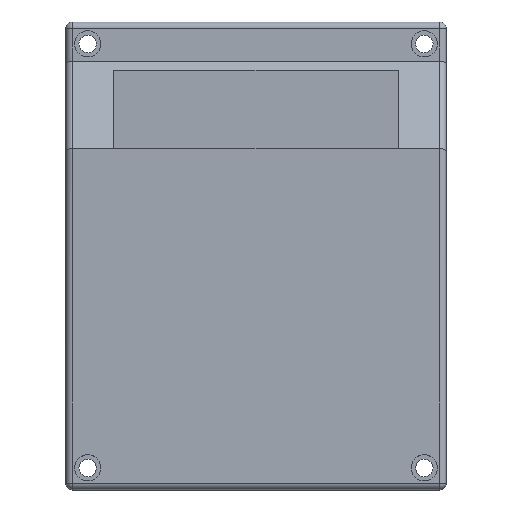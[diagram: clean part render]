
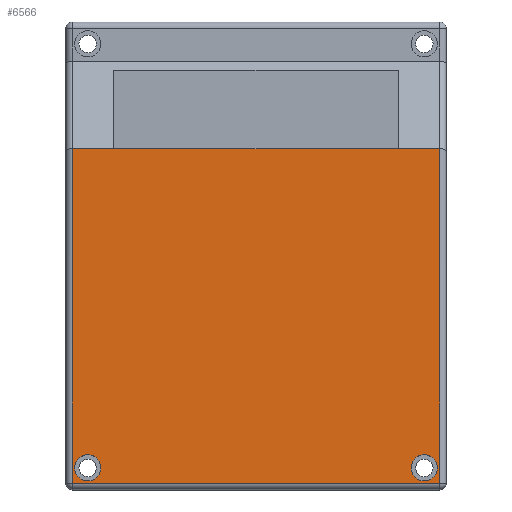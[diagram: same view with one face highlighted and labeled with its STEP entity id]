
A CAD part, top view. The second image highlights one B-rep face of the part: STEP entity #6566.
In plain terms, the highlighted planar face has unit normal (0, 0, 1).
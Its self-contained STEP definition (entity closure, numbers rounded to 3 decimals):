
#4713 = CYLINDRICAL_SURFACE('',#4714,0.75);
#4714 = AXIS2_PLACEMENT_3D('',#4715,#4716,#4717);
#4715 = CARTESIAN_POINT('',(21.75,-26.,21.25));
#4716 = DIRECTION('',(-1.,0.,0.));
#4717 = DIRECTION('',(0.,-1.,0.));
#4875 = CYLINDRICAL_SURFACE('',#4876,0.75);
#4876 = AXIS2_PLACEMENT_3D('',#4877,#4878,#4879);
#4877 = CARTESIAN_POINT('',(-21.,-26.75,21.25));
#4878 = DIRECTION('',(0.,1.,0.));
#4879 = DIRECTION('',(-1.,0.,0.));
#5017 = CYLINDRICAL_SURFACE('',#5018,0.75);
#5018 = AXIS2_PLACEMENT_3D('',#5019,#5020,#5021);
#5019 = CARTESIAN_POINT('',(21.,12.25,21.25));
#5020 = DIRECTION('',(0.,-1.,0.));
#5021 = DIRECTION('',(1.,0.,0.));
#5538 = PLANE('',#5539);
#5539 = AXIS2_PLACEMENT_3D('',#5540,#5541,#5542);
#5540 = CARTESIAN_POINT('',(21.75,22.25,12.));
#5541 = DIRECTION('',(0.,0.707,0.707));
#5542 = DIRECTION('',(0.,-0.707,0.707));
#5659 = VERTEX_POINT('',#5660);
#5660 = CARTESIAN_POINT('',(21.,-26.,22.));
#5680 = EDGE_CURVE('',#5659,#5681,#5683,.T.);
#5681 = VERTEX_POINT('',#5682);
#5682 = CARTESIAN_POINT('',(-21.,-26.,22.));
#5683 = SURFACE_CURVE('',#5684,(#5688,#5695),.PCURVE_S1.);
#5684 = LINE('',#5685,#5686);
#5685 = CARTESIAN_POINT('',(21.75,-26.,22.));
#5686 = VECTOR('',#5687,1.);
#5687 = DIRECTION('',(-1.,0.,0.));
#5688 = PCURVE('',#4713,#5689);
#5689 = DEFINITIONAL_REPRESENTATION('',(#5690),#5694);
#5690 = LINE('',#5691,#5692);
#5691 = CARTESIAN_POINT('',(1.571,0.));
#5692 = VECTOR('',#5693,1.);
#5693 = DIRECTION('',(0.,1.));
#5694 = ( GEOMETRIC_REPRESENTATION_CONTEXT(2) 
PARAMETRIC_REPRESENTATION_CONTEXT() REPRESENTATION_CONTEXT('2D SPACE',''
  ) );
#5695 = PCURVE('',#5696,#5701);
#5696 = PLANE('',#5697);
#5697 = AXIS2_PLACEMENT_3D('',#5698,#5699,#5700);
#5698 = CARTESIAN_POINT('',(0.,0.,22.));
#5699 = DIRECTION('',(-0.,-0.,-1.));
#5700 = DIRECTION('',(-1.,0.,0.));
#5701 = DEFINITIONAL_REPRESENTATION('',(#5702),#5706);
#5702 = LINE('',#5703,#5704);
#5703 = CARTESIAN_POINT('',(-21.75,-26.));
#5704 = VECTOR('',#5705,1.);
#5705 = DIRECTION('',(1.,0.));
#5706 = ( GEOMETRIC_REPRESENTATION_CONTEXT(2) 
PARAMETRIC_REPRESENTATION_CONTEXT() REPRESENTATION_CONTEXT('2D SPACE',''
  ) );
#5823 = EDGE_CURVE('',#5681,#5824,#5826,.T.);
#5824 = VERTEX_POINT('',#5825);
#5825 = CARTESIAN_POINT('',(-21.,12.25,22.));
#5826 = SURFACE_CURVE('',#5827,(#5831,#5838),.PCURVE_S1.);
#5827 = LINE('',#5828,#5829);
#5828 = CARTESIAN_POINT('',(-21.,-26.75,22.));
#5829 = VECTOR('',#5830,1.);
#5830 = DIRECTION('',(0.,1.,0.));
#5831 = PCURVE('',#4875,#5832);
#5832 = DEFINITIONAL_REPRESENTATION('',(#5833),#5837);
#5833 = LINE('',#5834,#5835);
#5834 = CARTESIAN_POINT('',(1.571,0.));
#5835 = VECTOR('',#5836,1.);
#5836 = DIRECTION('',(0.,1.));
#5837 = ( GEOMETRIC_REPRESENTATION_CONTEXT(2) 
PARAMETRIC_REPRESENTATION_CONTEXT() REPRESENTATION_CONTEXT('2D SPACE',''
  ) );
#5838 = PCURVE('',#5696,#5839);
#5839 = DEFINITIONAL_REPRESENTATION('',(#5840),#5844);
#5840 = LINE('',#5841,#5842);
#5841 = CARTESIAN_POINT('',(21.,-26.75));
#5842 = VECTOR('',#5843,1.);
#5843 = DIRECTION('',(0.,1.));
#5844 = ( GEOMETRIC_REPRESENTATION_CONTEXT(2) 
PARAMETRIC_REPRESENTATION_CONTEXT() REPRESENTATION_CONTEXT('2D SPACE',''
  ) );
#5910 = VERTEX_POINT('',#5911);
#5911 = CARTESIAN_POINT('',(21.,12.25,22.));
#5943 = EDGE_CURVE('',#5910,#5659,#5944,.T.);
#5944 = SURFACE_CURVE('',#5945,(#5949,#5956),.PCURVE_S1.);
#5945 = LINE('',#5946,#5947);
#5946 = CARTESIAN_POINT('',(21.,12.25,22.));
#5947 = VECTOR('',#5948,1.);
#5948 = DIRECTION('',(0.,-1.,0.));
#5949 = PCURVE('',#5017,#5950);
#5950 = DEFINITIONAL_REPRESENTATION('',(#5951),#5955);
#5951 = LINE('',#5952,#5953);
#5952 = CARTESIAN_POINT('',(1.571,0.));
#5953 = VECTOR('',#5954,1.);
#5954 = DIRECTION('',(0.,1.));
#5955 = ( GEOMETRIC_REPRESENTATION_CONTEXT(2) 
PARAMETRIC_REPRESENTATION_CONTEXT() REPRESENTATION_CONTEXT('2D SPACE',''
  ) );
#5956 = PCURVE('',#5696,#5957);
#5957 = DEFINITIONAL_REPRESENTATION('',(#5958),#5962);
#5958 = LINE('',#5959,#5960);
#5959 = CARTESIAN_POINT('',(-21.,12.25));
#5960 = VECTOR('',#5961,1.);
#5961 = DIRECTION('',(0.,-1.));
#5962 = ( GEOMETRIC_REPRESENTATION_CONTEXT(2) 
PARAMETRIC_REPRESENTATION_CONTEXT() REPRESENTATION_CONTEXT('2D SPACE',''
  ) );
#6051 = CYLINDRICAL_SURFACE('',#6052,1.5);
#6052 = AXIS2_PLACEMENT_3D('',#6053,#6054,#6055);
#6053 = CARTESIAN_POINT('',(-19.25,-24.25,22.));
#6054 = DIRECTION('',(0.,0.,1.));
#6055 = DIRECTION('',(1.,0.,0.));
#6086 = CYLINDRICAL_SURFACE('',#6087,1.5);
#6087 = AXIS2_PLACEMENT_3D('',#6088,#6089,#6090);
#6088 = CARTESIAN_POINT('',(19.25,-24.25,22.));
#6089 = DIRECTION('',(0.,0.,1.));
#6090 = DIRECTION('',(1.,0.,0.));
#6397 = EDGE_CURVE('',#5910,#6398,#6400,.T.);
#6398 = VERTEX_POINT('',#6399);
#6399 = CARTESIAN_POINT('',(16.25,12.25,22.));
#6400 = SURFACE_CURVE('',#6401,(#6405,#6412),.PCURVE_S1.);
#6401 = LINE('',#6402,#6403);
#6402 = CARTESIAN_POINT('',(21.75,12.25,22.));
#6403 = VECTOR('',#6404,1.);
#6404 = DIRECTION('',(-1.,-0.,-0.));
#6405 = PCURVE('',#5538,#6406);
#6406 = DEFINITIONAL_REPRESENTATION('',(#6407),#6411);
#6407 = LINE('',#6408,#6409);
#6408 = CARTESIAN_POINT('',(14.142,0.));
#6409 = VECTOR('',#6410,1.);
#6410 = DIRECTION('',(0.,-1.));
#6411 = ( GEOMETRIC_REPRESENTATION_CONTEXT(2) 
PARAMETRIC_REPRESENTATION_CONTEXT() REPRESENTATION_CONTEXT('2D SPACE',''
  ) );
#6412 = PCURVE('',#5696,#6413);
#6413 = DEFINITIONAL_REPRESENTATION('',(#6414),#6418);
#6414 = LINE('',#6415,#6416);
#6415 = CARTESIAN_POINT('',(-21.75,12.25));
#6416 = VECTOR('',#6417,1.);
#6417 = DIRECTION('',(1.,0.));
#6418 = ( GEOMETRIC_REPRESENTATION_CONTEXT(2) 
PARAMETRIC_REPRESENTATION_CONTEXT() REPRESENTATION_CONTEXT('2D SPACE',''
  ) );
#6423 = EDGE_CURVE('',#6424,#5824,#6426,.T.);
#6424 = VERTEX_POINT('',#6425);
#6425 = CARTESIAN_POINT('',(-16.25,12.25,22.));
#6426 = SURFACE_CURVE('',#6427,(#6431,#6438),.PCURVE_S1.);
#6427 = LINE('',#6428,#6429);
#6428 = CARTESIAN_POINT('',(21.75,12.25,22.));
#6429 = VECTOR('',#6430,1.);
#6430 = DIRECTION('',(-1.,-0.,-0.));
#6431 = PCURVE('',#5538,#6432);
#6432 = DEFINITIONAL_REPRESENTATION('',(#6433),#6437);
#6433 = LINE('',#6434,#6435);
#6434 = CARTESIAN_POINT('',(14.142,0.));
#6435 = VECTOR('',#6436,1.);
#6436 = DIRECTION('',(0.,-1.));
#6437 = ( GEOMETRIC_REPRESENTATION_CONTEXT(2) 
PARAMETRIC_REPRESENTATION_CONTEXT() REPRESENTATION_CONTEXT('2D SPACE',''
  ) );
#6438 = PCURVE('',#5696,#6439);
#6439 = DEFINITIONAL_REPRESENTATION('',(#6440),#6444);
#6440 = LINE('',#6441,#6442);
#6441 = CARTESIAN_POINT('',(-21.75,12.25));
#6442 = VECTOR('',#6443,1.);
#6443 = DIRECTION('',(1.,0.));
#6444 = ( GEOMETRIC_REPRESENTATION_CONTEXT(2) 
PARAMETRIC_REPRESENTATION_CONTEXT() REPRESENTATION_CONTEXT('2D SPACE',''
  ) );
#6566 = ADVANCED_FACE('',(#6567,#6600,#6630),#5696,.F.);
#6567 = FACE_BOUND('',#6568,.F.);
#6568 = EDGE_LOOP('',(#6569,#6570,#6596,#6597,#6598,#6599));
#6569 = ORIENTED_EDGE('',*,*,#6423,.F.);
#6570 = ORIENTED_EDGE('',*,*,#6571,.T.);
#6571 = EDGE_CURVE('',#6424,#6398,#6572,.T.);
#6572 = SURFACE_CURVE('',#6573,(#6577,#6584),.PCURVE_S1.);
#6573 = LINE('',#6574,#6575);
#6574 = CARTESIAN_POINT('',(-16.25,12.25,22.));
#6575 = VECTOR('',#6576,1.);
#6576 = DIRECTION('',(1.,0.,0.));
#6577 = PCURVE('',#5696,#6578);
#6578 = DEFINITIONAL_REPRESENTATION('',(#6579),#6583);
#6579 = LINE('',#6580,#6581);
#6580 = CARTESIAN_POINT('',(16.25,12.25));
#6581 = VECTOR('',#6582,1.);
#6582 = DIRECTION('',(-1.,0.));
#6583 = ( GEOMETRIC_REPRESENTATION_CONTEXT(2) 
PARAMETRIC_REPRESENTATION_CONTEXT() REPRESENTATION_CONTEXT('2D SPACE',''
  ) );
#6584 = PCURVE('',#6585,#6590);
#6585 = PLANE('',#6586);
#6586 = AXIS2_PLACEMENT_3D('',#6587,#6588,#6589);
#6587 = CARTESIAN_POINT('',(-16.25,12.25,6.));
#6588 = DIRECTION('',(0.,1.,0.));
#6589 = DIRECTION('',(1.,0.,0.));
#6590 = DEFINITIONAL_REPRESENTATION('',(#6591),#6595);
#6591 = LINE('',#6592,#6593);
#6592 = CARTESIAN_POINT('',(0.,-16.));
#6593 = VECTOR('',#6594,1.);
#6594 = DIRECTION('',(1.,0.));
#6595 = ( GEOMETRIC_REPRESENTATION_CONTEXT(2) 
PARAMETRIC_REPRESENTATION_CONTEXT() REPRESENTATION_CONTEXT('2D SPACE',''
  ) );
#6596 = ORIENTED_EDGE('',*,*,#6397,.F.);
#6597 = ORIENTED_EDGE('',*,*,#5943,.T.);
#6598 = ORIENTED_EDGE('',*,*,#5680,.T.);
#6599 = ORIENTED_EDGE('',*,*,#5823,.T.);
#6600 = FACE_BOUND('',#6601,.F.);
#6601 = EDGE_LOOP('',(#6602));
#6602 = ORIENTED_EDGE('',*,*,#6603,.T.);
#6603 = EDGE_CURVE('',#6604,#6604,#6606,.T.);
#6604 = VERTEX_POINT('',#6605);
#6605 = CARTESIAN_POINT('',(20.75,-24.25,22.));
#6606 = SURFACE_CURVE('',#6607,(#6612,#6623),.PCURVE_S1.);
#6607 = CIRCLE('',#6608,1.5);
#6608 = AXIS2_PLACEMENT_3D('',#6609,#6610,#6611);
#6609 = CARTESIAN_POINT('',(19.25,-24.25,22.));
#6610 = DIRECTION('',(0.,0.,1.));
#6611 = DIRECTION('',(1.,0.,0.));
#6612 = PCURVE('',#5696,#6613);
#6613 = DEFINITIONAL_REPRESENTATION('',(#6614),#6622);
#6614 = ( BOUNDED_CURVE() B_SPLINE_CURVE(2,(#6615,#6616,#6617,#6618,
#6619,#6620,#6621),.UNSPECIFIED.,.T.,.F.) B_SPLINE_CURVE_WITH_KNOTS((1,2
    ,2,2,2,1),(-2.094,0.,2.094,4.189,
6.283,8.378),.UNSPECIFIED.) CURVE() 
GEOMETRIC_REPRESENTATION_ITEM() RATIONAL_B_SPLINE_CURVE((1.,0.5,1.,0.5,
1.,0.5,1.)) REPRESENTATION_ITEM('') );
#6615 = CARTESIAN_POINT('',(-20.75,-24.25));
#6616 = CARTESIAN_POINT('',(-20.75,-21.652));
#6617 = CARTESIAN_POINT('',(-18.5,-22.951));
#6618 = CARTESIAN_POINT('',(-16.25,-24.25));
#6619 = CARTESIAN_POINT('',(-18.5,-25.549));
#6620 = CARTESIAN_POINT('',(-20.75,-26.848));
#6621 = CARTESIAN_POINT('',(-20.75,-24.25));
#6622 = ( GEOMETRIC_REPRESENTATION_CONTEXT(2) 
PARAMETRIC_REPRESENTATION_CONTEXT() REPRESENTATION_CONTEXT('2D SPACE',''
  ) );
#6623 = PCURVE('',#6086,#6624);
#6624 = DEFINITIONAL_REPRESENTATION('',(#6625),#6629);
#6625 = LINE('',#6626,#6627);
#6626 = CARTESIAN_POINT('',(0.,0.));
#6627 = VECTOR('',#6628,1.);
#6628 = DIRECTION('',(1.,0.));
#6629 = ( GEOMETRIC_REPRESENTATION_CONTEXT(2) 
PARAMETRIC_REPRESENTATION_CONTEXT() REPRESENTATION_CONTEXT('2D SPACE',''
  ) );
#6630 = FACE_BOUND('',#6631,.F.);
#6631 = EDGE_LOOP('',(#6632));
#6632 = ORIENTED_EDGE('',*,*,#6633,.T.);
#6633 = EDGE_CURVE('',#6634,#6634,#6636,.T.);
#6634 = VERTEX_POINT('',#6635);
#6635 = CARTESIAN_POINT('',(-17.75,-24.25,22.));
#6636 = SURFACE_CURVE('',#6637,(#6642,#6653),.PCURVE_S1.);
#6637 = CIRCLE('',#6638,1.5);
#6638 = AXIS2_PLACEMENT_3D('',#6639,#6640,#6641);
#6639 = CARTESIAN_POINT('',(-19.25,-24.25,22.));
#6640 = DIRECTION('',(0.,0.,1.));
#6641 = DIRECTION('',(1.,0.,0.));
#6642 = PCURVE('',#5696,#6643);
#6643 = DEFINITIONAL_REPRESENTATION('',(#6644),#6652);
#6644 = ( BOUNDED_CURVE() B_SPLINE_CURVE(2,(#6645,#6646,#6647,#6648,
#6649,#6650,#6651),.UNSPECIFIED.,.T.,.F.) B_SPLINE_CURVE_WITH_KNOTS((1,2
    ,2,2,2,1),(-2.094,0.,2.094,4.189,
6.283,8.378),.UNSPECIFIED.) CURVE() 
GEOMETRIC_REPRESENTATION_ITEM() RATIONAL_B_SPLINE_CURVE((1.,0.5,1.,0.5,
1.,0.5,1.)) REPRESENTATION_ITEM('') );
#6645 = CARTESIAN_POINT('',(17.75,-24.25));
#6646 = CARTESIAN_POINT('',(17.75,-21.652));
#6647 = CARTESIAN_POINT('',(20.,-22.951));
#6648 = CARTESIAN_POINT('',(22.25,-24.25));
#6649 = CARTESIAN_POINT('',(20.,-25.549));
#6650 = CARTESIAN_POINT('',(17.75,-26.848));
#6651 = CARTESIAN_POINT('',(17.75,-24.25));
#6652 = ( GEOMETRIC_REPRESENTATION_CONTEXT(2) 
PARAMETRIC_REPRESENTATION_CONTEXT() REPRESENTATION_CONTEXT('2D SPACE',''
  ) );
#6653 = PCURVE('',#6051,#6654);
#6654 = DEFINITIONAL_REPRESENTATION('',(#6655),#6659);
#6655 = LINE('',#6656,#6657);
#6656 = CARTESIAN_POINT('',(0.,0.));
#6657 = VECTOR('',#6658,1.);
#6658 = DIRECTION('',(1.,0.));
#6659 = ( GEOMETRIC_REPRESENTATION_CONTEXT(2) 
PARAMETRIC_REPRESENTATION_CONTEXT() REPRESENTATION_CONTEXT('2D SPACE',''
  ) );
